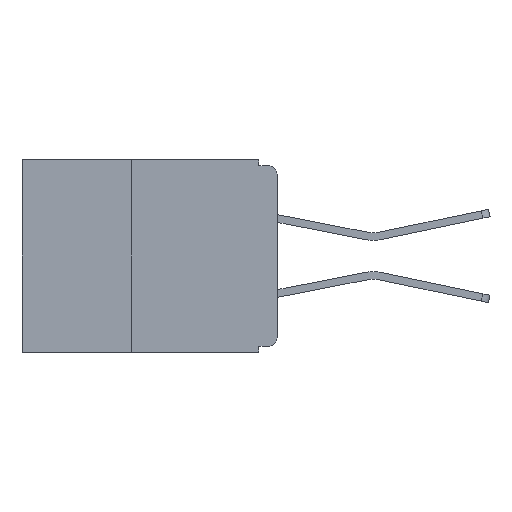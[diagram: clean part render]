
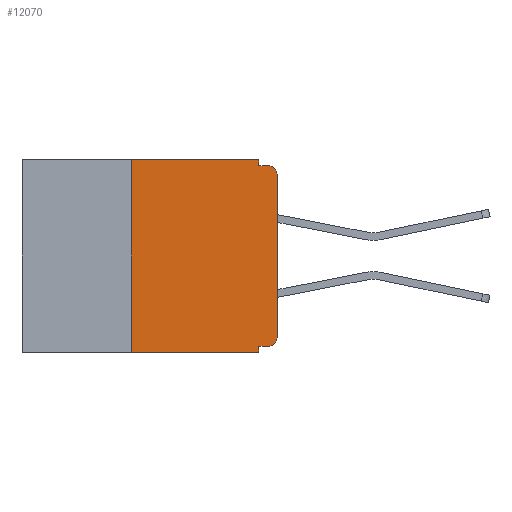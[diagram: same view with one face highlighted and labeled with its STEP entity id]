
A CAD part, left-side view. The second image highlights one B-rep face of the part: STEP entity #12070.
In plain terms, the highlighted planar face has unit normal (-1, 0, 0).
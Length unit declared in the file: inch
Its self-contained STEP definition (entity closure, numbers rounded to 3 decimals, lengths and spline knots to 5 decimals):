
#50 = VECTOR ( 'NONE', #21305, 39.37008 ) ;
#380 = ORIENTED_EDGE ( 'NONE', *, *, #11597, .T. ) ;
#486 = VERTEX_POINT ( 'NONE', #10537 ) ;
#549 = CIRCLE ( 'NONE', #6104, 0.015 ) ;
#671 = ORIENTED_EDGE ( 'NONE', *, *, #6080, .F. ) ;
#1392 = DIRECTION ( 'NONE',  ( 0., -1., 0. ) ) ;
#1859 = EDGE_CURVE ( 'NONE', #18107, #15678, #2080, .T. ) ;
#2080 = LINE ( 'NONE', #9119, #12576 ) ;
#2496 = CARTESIAN_POINT ( 'NONE',  ( 0., 0., -0.305 ) ) ;
#2543 = ORIENTED_EDGE ( 'NONE', *, *, #1859, .F. ) ;
#3580 = CARTESIAN_POINT ( 'NONE',  ( 0., 0.015, -0.305 ) ) ;
#3682 = CARTESIAN_POINT ( 'NONE',  ( 0., 0.031, -0.33 ) ) ;
#3694 = VERTEX_POINT ( 'NONE', #25719 ) ;
#4084 = ORIENTED_EDGE ( 'NONE', *, *, #10521, .F. ) ;
#4562 = CARTESIAN_POINT ( 'NONE',  ( 0., 0.015, -0.025 ) ) ;
#4799 = VERTEX_POINT ( 'NONE', #9416 ) ;
#5133 = LINE ( 'NONE', #17311, #50 ) ;
#5458 = CARTESIAN_POINT ( 'NONE',  ( 0., 0.015, -0.01 ) ) ;
#5536 = ORIENTED_EDGE ( 'NONE', *, *, #25745, .F. ) ;
#5770 = DIRECTION ( 'NONE',  ( 0., 0., -1. ) ) ;
#5917 = CARTESIAN_POINT ( 'NONE',  ( 0., 0., -0.32 ) ) ;
#5919 = CARTESIAN_POINT ( 'NONE',  ( 0., 0.25, 0. ) ) ;
#6024 = ORIENTED_EDGE ( 'NONE', *, *, #24457, .T. ) ;
#6080 = EDGE_CURVE ( 'NONE', #15678, #16080, #11866, .T. ) ;
#6104 = AXIS2_PLACEMENT_3D ( 'NONE', #3580, #18132, #5770 ) ;
#6232 = ORIENTED_EDGE ( 'NONE', *, *, #20468, .F. ) ;
#6491 = EDGE_LOOP ( 'NONE', ( #17124, #380, #671, #2543, #4084, #5536, #6024, #6232, #6544, #7331 ) ) ;
#6544 = ORIENTED_EDGE ( 'NONE', *, *, #25131, .F. ) ;
#6706 = DIRECTION ( 'NONE',  ( 0., 0., -1. ) ) ;
#7208 = AXIS2_PLACEMENT_3D ( 'NONE', #4562, #19040, #6706 ) ;
#7331 = ORIENTED_EDGE ( 'NONE', *, *, #7440, .T. ) ;
#7440 = EDGE_CURVE ( 'NONE', #4799, #14122, #549, .T. ) ;
#7914 = DIRECTION ( 'NONE',  ( 0., 0., 1. ) ) ;
#8004 = DIRECTION ( 'NONE',  ( 0., 1., 0. ) ) ;
#8118 = VERTEX_POINT ( 'NONE', #5919 ) ;
#8122 = PLANE ( 'NONE',  #25722 ) ;
#9119 = CARTESIAN_POINT ( 'NONE',  ( 0., 0.031, 0. ) ) ;
#9416 = CARTESIAN_POINT ( 'NONE',  ( 0., 0.015, -0.32 ) ) ;
#10207 = VECTOR ( 'NONE', #1392, 39.37008 ) ;
#10521 = EDGE_CURVE ( 'NONE', #8118, #18107, #5133, .T. ) ;
#10537 = CARTESIAN_POINT ( 'NONE',  ( 0., 0.031, -0.33 ) ) ;
#11597 = EDGE_CURVE ( 'NONE', #14003, #16080, #21124, .T. ) ;
#11831 = CARTESIAN_POINT ( 'NONE',  ( 0., 0.437, -0.33 ) ) ;
#11866 = LINE ( 'NONE', #15295, #17353 ) ;
#12070 = ADVANCED_FACE ( 'NONE', ( #15091 ), #8122, .F. ) ;
#12254 = DIRECTION ( 'NONE',  ( 0., 0., -1. ) ) ;
#12355 = VERTEX_POINT ( 'NONE', #13229 ) ;
#12576 = VECTOR ( 'NONE', #19295, 39.37008 ) ;
#13229 = CARTESIAN_POINT ( 'NONE',  ( 0., 0.25, -0.33 ) ) ;
#14003 = VERTEX_POINT ( 'NONE', #20697 ) ;
#14122 = VERTEX_POINT ( 'NONE', #2496 ) ;
#14755 = VECTOR ( 'NONE', #20247, 39.37008 ) ;
#15091 = FACE_OUTER_BOUND ( 'NONE', #6491, .T. ) ;
#15125 = VECTOR ( 'NONE', #7914, 39.37008 ) ;
#15201 = DIRECTION ( 'NONE',  ( 0., -1., 0. ) ) ;
#15295 = CARTESIAN_POINT ( 'NONE',  ( 0., 0., -0.01 ) ) ;
#15678 = VERTEX_POINT ( 'NONE', #20225 ) ;
#15765 = LINE ( 'NONE', #24179, #15125 ) ;
#16080 = VERTEX_POINT ( 'NONE', #5458 ) ;
#16985 = LINE ( 'NONE', #11831, #10207 ) ;
#17124 = ORIENTED_EDGE ( 'NONE', *, *, #19873, .T. ) ;
#17311 = CARTESIAN_POINT ( 'NONE',  ( 0., 0.437, 0. ) ) ;
#17353 = VECTOR ( 'NONE', #15201, 39.37008 ) ;
#18107 = VERTEX_POINT ( 'NONE', #20121 ) ;
#18132 = DIRECTION ( 'NONE',  ( -1., 0., 0. ) ) ;
#19040 = DIRECTION ( 'NONE',  ( -1., 0., 0. ) ) ;
#19295 = DIRECTION ( 'NONE',  ( 0., 0., -1. ) ) ;
#19873 = EDGE_CURVE ( 'NONE', #14122, #14003, #15765, .T. ) ;
#20107 = VECTOR ( 'NONE', #8004, 39.37008 ) ;
#20121 = CARTESIAN_POINT ( 'NONE',  ( 0., 0.031, 0. ) ) ;
#20184 = LINE ( 'NONE', #3682, #14755 ) ;
#20225 = CARTESIAN_POINT ( 'NONE',  ( 0., 0.031, -0.01 ) ) ;
#20247 = DIRECTION ( 'NONE',  ( 0., 0., -1. ) ) ;
#20468 = EDGE_CURVE ( 'NONE', #3694, #486, #20184, .T. ) ;
#20697 = CARTESIAN_POINT ( 'NONE',  ( 0., 0., -0.025 ) ) ;
#21124 = CIRCLE ( 'NONE', #7208, 0.015 ) ;
#21305 = DIRECTION ( 'NONE',  ( 0., -1., 0. ) ) ;
#22324 = CARTESIAN_POINT ( 'NONE',  ( 0., 0.25, -0.33 ) ) ;
#22389 = CARTESIAN_POINT ( 'NONE',  ( 0., 0.437, 0. ) ) ;
#24179 = CARTESIAN_POINT ( 'NONE',  ( 0., 0., 0. ) ) ;
#24390 = DIRECTION ( 'NONE',  ( 1., 0., 0. ) ) ;
#24457 = EDGE_CURVE ( 'NONE', #12355, #486, #16985, .T. ) ;
#25015 = VECTOR ( 'NONE', #26263, 39.37008 ) ;
#25131 = EDGE_CURVE ( 'NONE', #4799, #3694, #25936, .T. ) ;
#25605 = LINE ( 'NONE', #22324, #25015 ) ;
#25719 = CARTESIAN_POINT ( 'NONE',  ( 0., 0.031, -0.32 ) ) ;
#25722 = AXIS2_PLACEMENT_3D ( 'NONE', #22389, #24390, #12254 ) ;
#25745 = EDGE_CURVE ( 'NONE', #12355, #8118, #25605, .T. ) ;
#25936 = LINE ( 'NONE', #5917, #20107 ) ;
#26263 = DIRECTION ( 'NONE',  ( 0., 0., 1. ) ) ;
